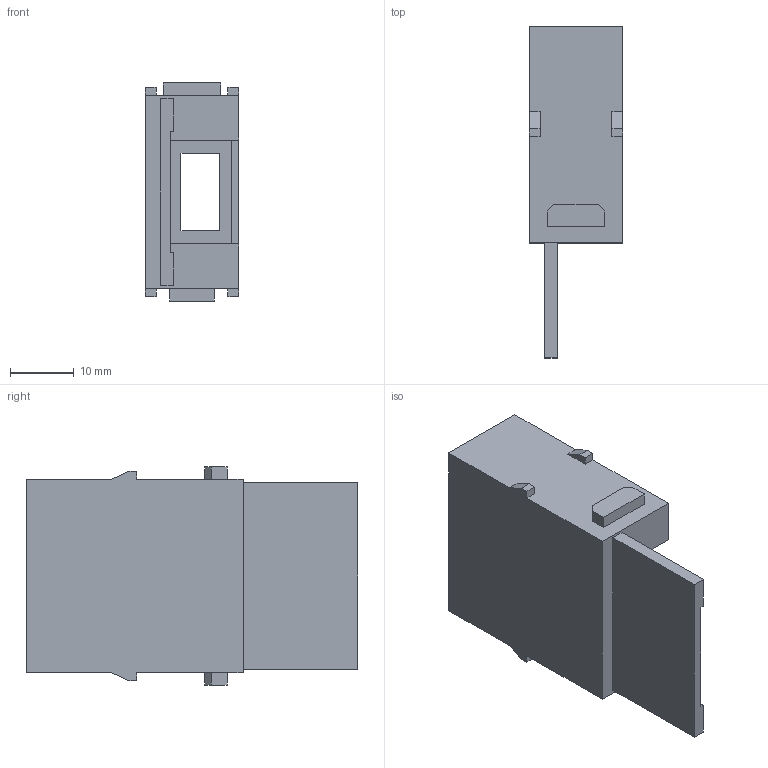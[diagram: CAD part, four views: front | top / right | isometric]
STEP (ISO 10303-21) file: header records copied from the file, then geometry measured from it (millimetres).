
FILE_DESCRIPTION(/* description */ (''),/* implementation_level */ '2;1');
FILE_NAME(/* name */ '100095268ugm000_b.stp',/* time_stamp */ '2017-10-30T15:18:59+01:00',/* author */ (''),/* organization */ (''),/* preprocessor_version */ 'ST-DEVELOPER v16',/* originating_system */ 'SIEMENS PLM Software NX 10.0',/* authorisation */ '');
FILE_SCHEMA (('AUTOMOTIVE_DESIGN { 1 0 10303 214 3 1 1 1 }'));
Length unit declared in the file: millimetre
Products named in the file (1): 100095268ugm000_b
Bounding box: 14.65 x 52 x 34.2 mm (x, y, z)
Volume: 8844.4 mm3; surface area: 6974.9 mm2
Topology: 1 solids, 1 shells, 179 faces, 477 edges, 320 vertices
Faces by surface type: plane 161, cylinder 18
Full cylindrical faces by diameter (mm): 0.57 x1, 0.63 x1
Entity records: 6055 total; most frequent: CARTESIAN_POINT 975, ORIENTED_EDGE 950, DIRECTION 871, EDGE_CURVE 475, LINE 439, VECTOR 439, VERTEX_POINT 318, AXIS2_PLACEMENT_3D 216
